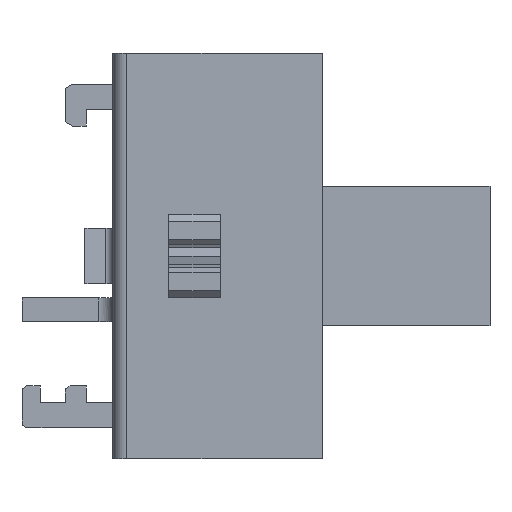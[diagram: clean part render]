
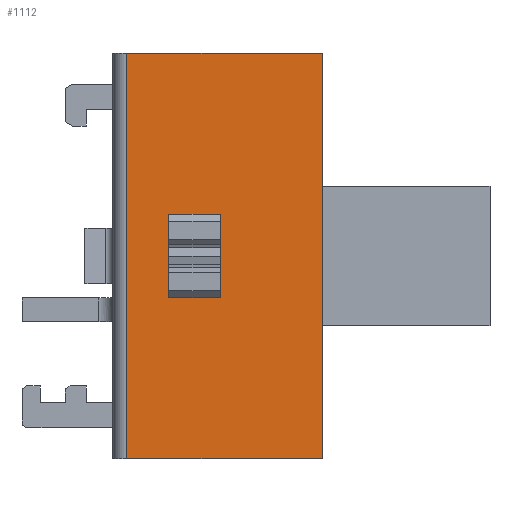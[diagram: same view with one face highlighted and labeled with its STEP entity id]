
A CAD part, left-side view. The second image highlights one B-rep face of the part: STEP entity #1112.
In plain terms, the highlighted planar face has unit normal (-1, 0, 0).
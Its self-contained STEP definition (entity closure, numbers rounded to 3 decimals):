
#1112=ADVANCED_FACE('',(#2891,#2892),#2893,.T.);
#1482=VERTEX_POINT('',#3265);
#1492=VERTEX_POINT('',#3275);
#1496=EDGE_CURVE('',#1482,#1492,#3279,.T.);
#1658=VERTEX_POINT('',#3441);
#1662=VERTEX_POINT('',#3445);
#1664=EDGE_CURVE('',#1662,#1658,#3447,.T.);
#1668=EDGE_CURVE('',#1492,#1662,#3451,.T.);
#1670=EDGE_CURVE('',#1658,#1482,#3453,.T.);
#2406=VERTEX_POINT('',#4189);
#2410=VERTEX_POINT('',#4193);
#2414=EDGE_CURVE('',#2410,#2406,#4197,.T.);
#2426=VERTEX_POINT('',#4209);
#2430=VERTEX_POINT('',#4213);
#2432=EDGE_CURVE('',#2430,#2426,#4215,.T.);
#2436=EDGE_CURVE('',#2426,#2406,#4219,.T.);
#2438=EDGE_CURVE('',#2410,#2430,#4221,.T.);
#2891=FACE_OUTER_BOUND('',#4664,.T.);
#2892=FACE_BOUND('',#4665,.T.);
#2893=PLANE('',#4666);
#3265=CARTESIAN_POINT('',(11.1,19.3,11.5));
#3275=CARTESIAN_POINT('',(11.1,23.,11.5));
#3279=LINE('',#5261,#5262);
#3441=CARTESIAN_POINT('',(11.1,19.3,17.5));
#3445=CARTESIAN_POINT('',(11.1,23.,17.5));
#3447=LINE('',#5525,#5526);
#3451=LINE('',#5533,#5534);
#3453=LINE('',#5537,#5538);
#4189=CARTESIAN_POINT('',(11.1,26.,29.0));
#4193=CARTESIAN_POINT('',(11.1,26.,0.0));
#4197=LINE('',#6659,#6660);
#4209=CARTESIAN_POINT('',(11.1,12.,29.0));
#4213=CARTESIAN_POINT('',(11.1,12.,0.0));
#4215=LINE('',#6685,#6686);
#4219=LINE('',#6693,#6694);
#4221=LINE('',#6697,#6698);
#4664=EDGE_LOOP('',(#8034,#8035,#8036,#8037));
#4665=EDGE_LOOP('',(#8038,#8039,#8040,#8041));
#4666=AXIS2_PLACEMENT_3D('',#8042,#8043,#8044);
#5261=CARTESIAN_POINT('',(11.1,17.5,11.5));
#5262=VECTOR('',#8200,1.0);
#5525=CARTESIAN_POINT('',(11.1,17.5,17.5));
#5526=VECTOR('',#8258,1.0);
#5533=CARTESIAN_POINT('',(11.1,23.,7.25));
#5534=VECTOR('',#8260,1.0);
#5537=CARTESIAN_POINT('',(11.1,19.3,7.25));
#5538=VECTOR('',#8261,1.0);
#6659=CARTESIAN_POINT('',(11.1,26.,0.0));
#6660=VECTOR('',#8635,1.0);
#6685=CARTESIAN_POINT('',(11.1,12.,0.0));
#6686=VECTOR('',#8644,1.0);
#6693=CARTESIAN_POINT('',(11.1,26.,29.0));
#6694=VECTOR('',#8646,1.0);
#6697=CARTESIAN_POINT('',(11.1,26.,0.0));
#6698=VECTOR('',#8647,1.0);
#8034=ORIENTED_EDGE('',*,*,#2436,.T.);
#8035=ORIENTED_EDGE('',*,*,#2414,.F.);
#8036=ORIENTED_EDGE('',*,*,#2438,.T.);
#8037=ORIENTED_EDGE('',*,*,#2432,.T.);
#8038=ORIENTED_EDGE('',*,*,#1664,.T.);
#8039=ORIENTED_EDGE('',*,*,#1670,.T.);
#8040=ORIENTED_EDGE('',*,*,#1496,.T.);
#8041=ORIENTED_EDGE('',*,*,#1668,.T.);
#8042=CARTESIAN_POINT('',(11.1,12.,0.0));
#8043=DIRECTION('',(-1.0,0.0,0.0));
#8044=DIRECTION('',(0.0,1.0,0.0));
#8200=DIRECTION('',(0.0,1.0,0.0));
#8258=DIRECTION('',(0.0,-1.0,0.0));
#8260=DIRECTION('',(0.0,0.0,1.0));
#8261=DIRECTION('',(0.0,0.0,-1.0));
#8635=DIRECTION('',(0.0,0.0,1.0));
#8644=DIRECTION('',(0.0,0.0,1.0));
#8646=DIRECTION('',(0.0,1.0,0.0));
#8647=DIRECTION('',(0.0,-1.0,0.0));
